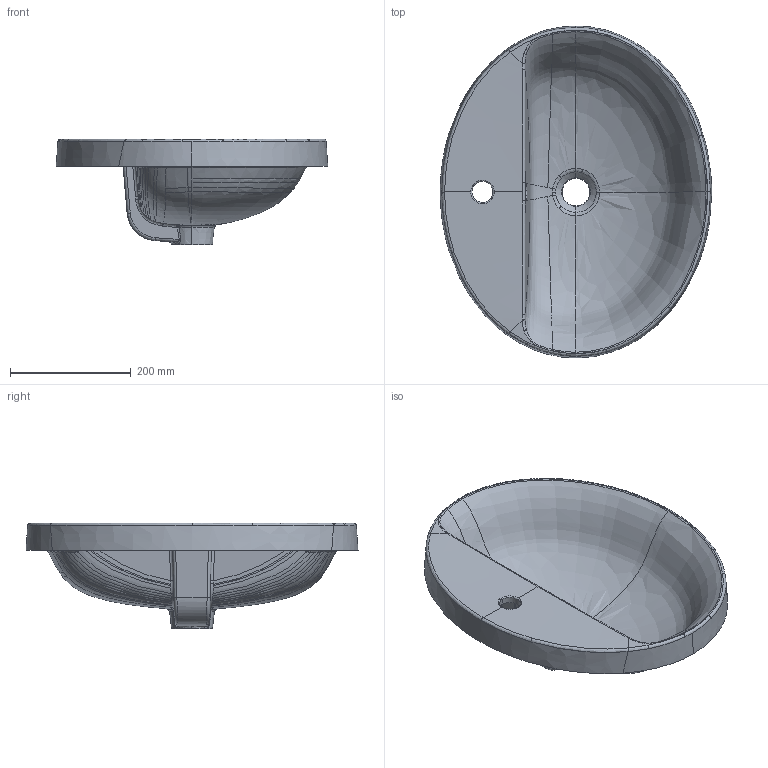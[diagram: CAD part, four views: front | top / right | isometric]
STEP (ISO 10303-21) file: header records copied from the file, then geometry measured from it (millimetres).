
FILE_DESCRIPTION(('CATIA V6 STEP','CAx-IF Rec.Pracs.--- Model Styling and Organization---1.4--- 2014-01-23','CAx-IF Rec.Pracs.---3D Tessellated Data Validation Properties---0.5---2014-09-14'),'2;1');
FILE_NAME('prd-HG-00134505.stp','2021-11-25T13:28:04+00:00',('none'),('none'),'3DEXPERIENCE Platform3DEXPERIENCE R2019x HotFix 5','3DEXPERIENCE Platform STEP AP242 v1','none');
FILE_SCHEMA(('AP242_MANAGED_MODEL_BASED_3D_ENGINEERING_MIM_LF {1 0 10303 442 1 1 4}'));
Products named in the file (1): P-2_HG_OpenTide_D_EBWT_550_m.Ha.EGY
Bounding box: 450 x 550 x 175 mm (x, y, z)
Volume: 4755775.2 mm3; surface area: 625533.1 mm2
Topology: 1 solids, 1 shells, 268 faces, 932 edges, 662 vertices
Faces by surface type: bspline 211, plane 18, cylinder 13, cone 11, torus 9, sphere 6
Entity records: 34778 total; most frequent: CARTESIAN_POINT 29556, ORIENTED_EDGE 1854, EDGE_CURVE 927, VERTEX_POINT 662, B_SPLINE_CURVE_WITH_KNOTS 504, EDGE_LOOP 273, ADVANCED_FACE 268, FACE_OUTER_BOUND 268
